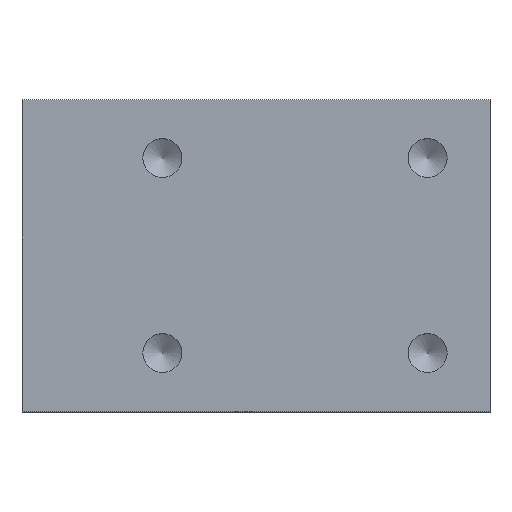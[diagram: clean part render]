
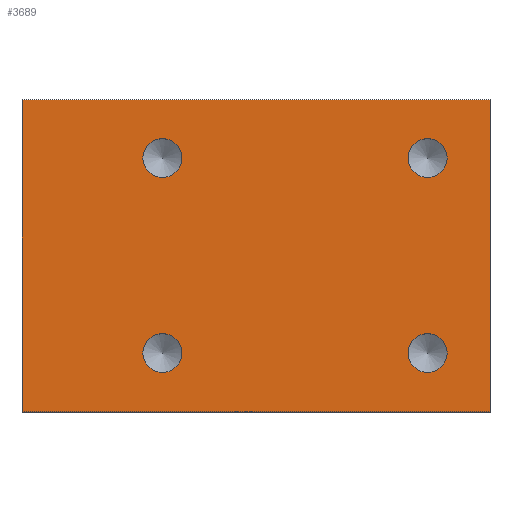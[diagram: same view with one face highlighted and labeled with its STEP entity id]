
A CAD part, top view. The second image highlights one B-rep face of the part: STEP entity #3689.
In plain terms, the highlighted planar face has unit normal (0, 0, 1).
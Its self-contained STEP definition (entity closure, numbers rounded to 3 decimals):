
#931=CARTESIAN_POINT('',(-28.295,20.8,65.0));
#932=VERTEX_POINT('',#931);
#939=CARTESIAN_POINT('',(31.705,20.8,65.0));
#940=VERTEX_POINT('',#939);
#941=CARTESIAN_POINT('',(-28.295,20.8,65.0));
#942=DIRECTION('',(1.0,0.0,0.0));
#943=VECTOR('',#942,60.0);
#944=LINE('',#941,#943);
#945=EDGE_CURVE('',#932,#940,#944,.T.);
#1533=CARTESIAN_POINT('',(31.705,-19.2,65.0));
#1534=VERTEX_POINT('',#1533);
#1541=CARTESIAN_POINT('',(-28.295,-19.2,65.0));
#1542=VERTEX_POINT('',#1541);
#1543=CARTESIAN_POINT('',(31.705,-19.2,65.0));
#1544=DIRECTION('',(-1.0,0.0,0.0));
#1545=VECTOR('',#1544,60.0);
#1546=LINE('',#1543,#1545);
#1547=EDGE_CURVE('',#1534,#1542,#1546,.T.);
#3624=CARTESIAN_POINT('',(1.705,0.8,65.0));
#3625=DIRECTION('',(0.0,0.0,-1.0));
#3626=DIRECTION('',(-1.0,0.0,0.0));
#3627=AXIS2_PLACEMENT_3D('',#3624,#3625,#3626);
#3628=PLANE('',#3627);
#3629=CARTESIAN_POINT('',(31.705,20.8,65.0));
#3630=DIRECTION('',(0.0,-1.0,0.0));
#3631=VECTOR('',#3630,40.0);
#3632=LINE('',#3629,#3631);
#3633=EDGE_CURVE('',#940,#1534,#3632,.T.);
#3634=ORIENTED_EDGE('',*,*,#3633,.F.);
#3635=ORIENTED_EDGE('',*,*,#945,.F.);
#3636=CARTESIAN_POINT('',(-28.295,-19.2,65.0));
#3637=DIRECTION('',(0.0,1.0,0.0));
#3638=VECTOR('',#3637,40.);
#3639=LINE('',#3636,#3638);
#3640=EDGE_CURVE('',#1542,#932,#3639,.T.);
#3641=ORIENTED_EDGE('',*,*,#3640,.F.);
#3642=ORIENTED_EDGE('',*,*,#1547,.F.);
#3643=EDGE_LOOP('',(#3634,#3635,#3641,#3642));
#3644=FACE_OUTER_BOUND('',#3643,.T.);
#3645=CARTESIAN_POINT('',(-12.795,-11.7,65.0));
#3646=VERTEX_POINT('',#3645);
#3647=CARTESIAN_POINT('',(-10.295,-11.7,65.0));
#3648=DIRECTION('',(0.0,0.0,-1.0));
#3649=DIRECTION('',(-1.0,0.0,0.0));
#3650=AXIS2_PLACEMENT_3D('',#3647,#3648,#3649);
#3651=CIRCLE('',#3650,2.5);
#3652=EDGE_CURVE('',#3646,#3646,#3651,.T.);
#3653=ORIENTED_EDGE('',*,*,#3652,.T.);
#3654=EDGE_LOOP('',(#3653));
#3655=FACE_BOUND('',#3654,.T.);
#3656=CARTESIAN_POINT('',(21.205,-11.7,65.0));
#3657=VERTEX_POINT('',#3656);
#3658=CARTESIAN_POINT('',(23.705,-11.7,65.0));
#3659=DIRECTION('',(0.0,0.0,-1.0));
#3660=DIRECTION('',(-1.0,0.0,0.0));
#3661=AXIS2_PLACEMENT_3D('',#3658,#3659,#3660);
#3662=CIRCLE('',#3661,2.5);
#3663=EDGE_CURVE('',#3657,#3657,#3662,.T.);
#3664=ORIENTED_EDGE('',*,*,#3663,.T.);
#3665=EDGE_LOOP('',(#3664));
#3666=FACE_BOUND('',#3665,.T.);
#3667=CARTESIAN_POINT('',(-12.795,13.3,65.0));
#3668=VERTEX_POINT('',#3667);
#3669=CARTESIAN_POINT('',(-10.295,13.3,65.0));
#3670=DIRECTION('',(0.0,0.0,-1.0));
#3671=DIRECTION('',(-1.0,0.0,0.0));
#3672=AXIS2_PLACEMENT_3D('',#3669,#3670,#3671);
#3673=CIRCLE('',#3672,2.5);
#3674=EDGE_CURVE('',#3668,#3668,#3673,.T.);
#3675=ORIENTED_EDGE('',*,*,#3674,.T.);
#3676=EDGE_LOOP('',(#3675));
#3677=FACE_BOUND('',#3676,.T.);
#3678=CARTESIAN_POINT('',(21.205,13.3,65.0));
#3679=VERTEX_POINT('',#3678);
#3680=CARTESIAN_POINT('',(23.705,13.3,65.0));
#3681=DIRECTION('',(0.0,0.0,-1.0));
#3682=DIRECTION('',(-1.0,0.0,0.0));
#3683=AXIS2_PLACEMENT_3D('',#3680,#3681,#3682);
#3684=CIRCLE('',#3683,2.5);
#3685=EDGE_CURVE('',#3679,#3679,#3684,.T.);
#3686=ORIENTED_EDGE('',*,*,#3685,.T.);
#3687=EDGE_LOOP('',(#3686));
#3688=FACE_BOUND('',#3687,.T.);
#3689=ADVANCED_FACE('',(#3644,#3655,#3666,#3677,#3688),#3628,.F.);
